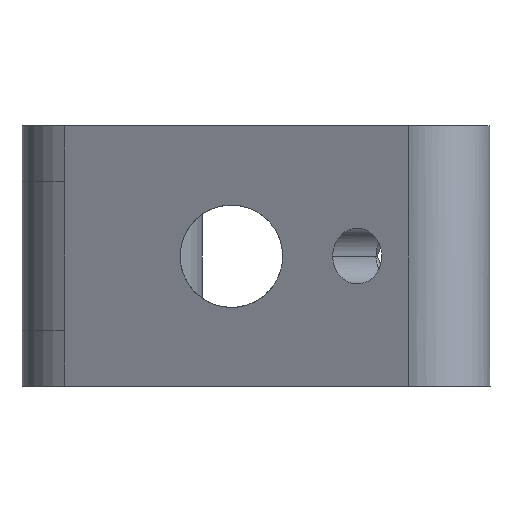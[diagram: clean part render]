
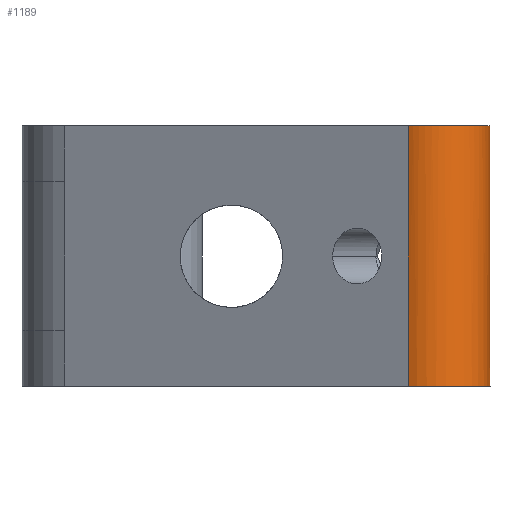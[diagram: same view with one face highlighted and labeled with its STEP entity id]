
A CAD part, front view. The second image highlights one B-rep face of the part: STEP entity #1189.
In plain terms, the highlighted cylindrical face has radius 3 mm (diameter 6 mm), a partial arc.
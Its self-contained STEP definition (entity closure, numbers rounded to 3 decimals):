
#8 = CARTESIAN_POINT ( 'NONE',  ( 1930.164, 501.1, 143.86 ) ) ;
#77 = AXIS2_PLACEMENT_3D ( 'NONE', #751, #508, #800 ) ;
#145 = CARTESIAN_POINT ( 'NONE',  ( 1932.658, 504.966, 143.86 ) ) ;
#162 = CARTESIAN_POINT ( 'NONE',  ( 1929.05, 501.159, 143.86 ) ) ;
#252 = CARTESIAN_POINT ( 'NONE',  ( 1929.763, 504.096, 132.86 ) ) ;
#307 = CARTESIAN_POINT ( 'NONE',  ( 1932.083, 502.158, 143.86 ) ) ;
#312 = CARTESIAN_POINT ( 'NONE',  ( 1928.69, 501.27, 143.86 ) ) ;
#387 = EDGE_CURVE ( 'NONE', #909, #740, #1796, .T. ) ;
#417 = CARTESIAN_POINT ( 'NONE',  ( 1928.362, 501.444, 129.86 ) ) ;
#475 = CARTESIAN_POINT ( 'NONE',  ( 1931.602, 506.466, 129.86 ) ) ;
#508 = DIRECTION ( 'NONE',  ( 0., 0., -1. ) ) ;
#511 = CARTESIAN_POINT ( 'NONE',  ( 1931.896, 506.239, 143.86 ) ) ;
#534 = CARTESIAN_POINT ( 'NONE',  ( 1928.362, 501.444, 143.86 ) ) ;
#549 = DIRECTION ( 'NONE',  ( -1., 0., 0. ) ) ;
#551 = CYLINDRICAL_SURFACE ( 'NONE', #1601, 3. ) ;
#560 = CARTESIAN_POINT ( 'NONE',  ( 1931.602, 506.466, 143.86 ) ) ;
#642 = VECTOR ( 'NONE', #926, 1000. ) ;
#740 = VERTEX_POINT ( 'NONE', #417 ) ;
#747 = CARTESIAN_POINT ( 'NONE',  ( 1932.146, 505.957, 143.86 ) ) ;
#749 = ORIENTED_EDGE ( 'NONE', *, *, #873, .F. ) ;
#750 = ORIENTED_EDGE ( 'NONE', *, *, #387, .F. ) ;
#751 = CARTESIAN_POINT ( 'NONE',  ( 1929.763, 504.096, 129.86 ) ) ;
#800 = DIRECTION ( 'NONE',  ( -1., 0., 0. ) ) ;
#873 = EDGE_CURVE ( 'NONE', #740, #1689, #1771, .T. ) ;
#880 = CARTESIAN_POINT ( 'NONE',  ( 1932.783, 504.235, 143.86 ) ) ;
#887 = CARTESIAN_POINT ( 'NONE',  ( 1932.777, 503.858, 143.86 ) ) ;
#891 = CARTESIAN_POINT ( 'NONE',  ( 1931.223, 501.449, 143.86 ) ) ;
#909 = VERTEX_POINT ( 'NONE', #475 ) ;
#910 = CARTESIAN_POINT ( 'NONE',  ( 1928.362, 501.444, 131.36 ) ) ;
#926 = DIRECTION ( 'NONE',  ( 0., 0., 1. ) ) ;
#958 = EDGE_LOOP ( 'NONE', ( #1503, #1550, #749, #750 ) ) ;
#982 = B_SPLINE_CURVE_WITH_KNOTS ( 'NONE', 3,
 ( #1366, #511, #747, #1022, #145, #880, #887, #1169, #1894, #307, #1763, #891, #1324, #8, #1163, #162, #312, #1745 ),
 .UNSPECIFIED., .F., .F.,
 ( 4, 2, 2, 2, 2, 2, 2, 2, 4 ),
 ( 0., 0.125, 0.25, 0.375, 0.5, 0.625, 0.75, 0.875, 1. ),
 .UNSPECIFIED. ) ;
#1022 = CARTESIAN_POINT ( 'NONE',  ( 1932.527, 505.32, 143.86 ) ) ;
#1163 = CARTESIAN_POINT ( 'NONE',  ( 1929.787, 501.073, 143.86 ) ) ;
#1169 = CARTESIAN_POINT ( 'NONE',  ( 1932.628, 503.131, 143.86 ) ) ;
#1189 = ADVANCED_FACE ( 'NONE', ( #1429 ), #551, .T. ) ;
#1198 = CARTESIAN_POINT ( 'NONE',  ( 1931.602, 506.466, 131.36 ) ) ;
#1205 = DIRECTION ( 'NONE',  ( 0., 0., -1. ) ) ;
#1269 = EDGE_CURVE ( 'NONE', #1731, #909, #1660, .T. ) ;
#1324 = CARTESIAN_POINT ( 'NONE',  ( 1930.882, 501.288, 143.86 ) ) ;
#1366 = CARTESIAN_POINT ( 'NONE',  ( 1931.602, 506.466, 143.86 ) ) ;
#1429 = FACE_OUTER_BOUND ( 'NONE', #958, .T. ) ;
#1503 = ORIENTED_EDGE ( 'NONE', *, *, #1269, .F. ) ;
#1550 = ORIENTED_EDGE ( 'NONE', *, *, #1884, .T. ) ;
#1559 = DIRECTION ( 'NONE',  ( 0., 0., -1. ) ) ;
#1601 = AXIS2_PLACEMENT_3D ( 'NONE', #252, #1559, #549 ) ;
#1660 = LINE ( 'NONE', #1198, #1686 ) ;
#1686 = VECTOR ( 'NONE', #1205, 1000. ) ;
#1689 = VERTEX_POINT ( 'NONE', #534 ) ;
#1731 = VERTEX_POINT ( 'NONE', #560 ) ;
#1745 = CARTESIAN_POINT ( 'NONE',  ( 1928.362, 501.444, 143.86 ) ) ;
#1763 = CARTESIAN_POINT ( 'NONE',  ( 1931.824, 501.884, 143.86 ) ) ;
#1771 = LINE ( 'NONE', #910, #642 ) ;
#1796 = CIRCLE ( 'NONE', #77, 3. ) ;
#1884 = EDGE_CURVE ( 'NONE', #1731, #1689, #982, .T. ) ;
#1894 = CARTESIAN_POINT ( 'NONE',  ( 1932.485, 502.782, 143.86 ) ) ;
